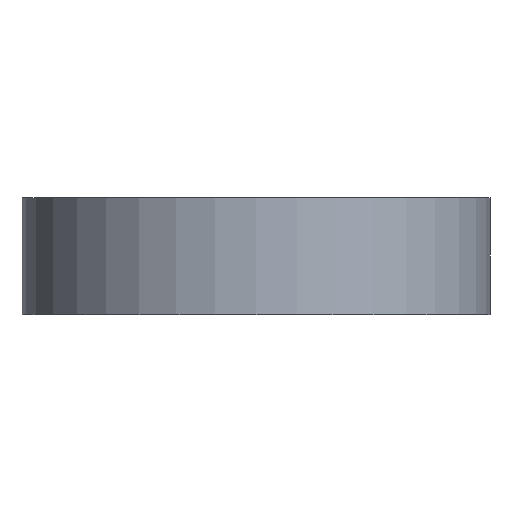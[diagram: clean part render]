
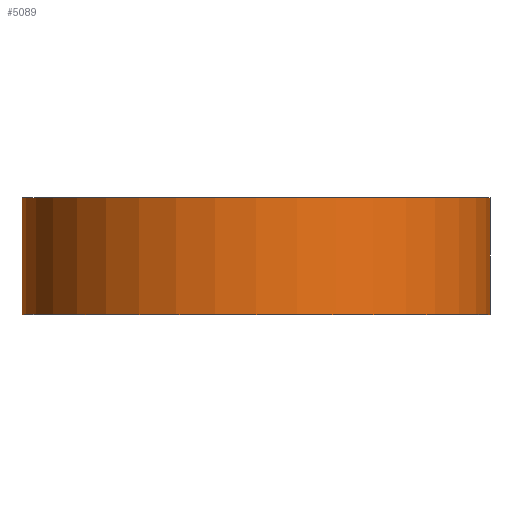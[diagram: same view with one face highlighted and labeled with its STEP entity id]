
A CAD part, front view. The second image highlights one B-rep face of the part: STEP entity #5089.
In plain terms, the highlighted cylindrical face has radius 4 mm (diameter 8 mm), a partial arc.
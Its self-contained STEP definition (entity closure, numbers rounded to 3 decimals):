
#330 = FACE_OUTER_BOUND ( 'NONE', #7428, .T. ) ;
#1283 = ORIENTED_EDGE ( 'NONE', *, *, #6682, .F. ) ;
#1707 = CARTESIAN_POINT ( 'NONE',  ( 4., 0., 2. ) ) ;
#1951 = CARTESIAN_POINT ( 'NONE',  ( -4., 0., 2. ) ) ;
#1999 = EDGE_CURVE ( 'NONE', #2408, #8214, #6720, .T. ) ;
#2408 = VERTEX_POINT ( 'NONE', #13477 ) ;
#2587 = ORIENTED_EDGE ( 'NONE', *, *, #12193, .F. ) ;
#2608 = LINE ( 'NONE', #3905, #13417 ) ;
#3905 = CARTESIAN_POINT ( 'NONE',  ( 4., 0., 2. ) ) ;
#5089 = ADVANCED_FACE ( 'NONE', ( #330 ), #5682, .T. ) ;
#5095 = DIRECTION ( 'NONE',  ( 0., 0., 1. ) ) ;
#5196 = DIRECTION ( 'NONE',  ( 1., 0., 0. ) ) ;
#5561 = VECTOR ( 'NONE', #7239, 1000. ) ;
#5648 = ORIENTED_EDGE ( 'NONE', *, *, #1999, .T. ) ;
#5682 = CYLINDRICAL_SURFACE ( 'NONE', #8081, 4. ) ;
#6682 = EDGE_CURVE ( 'NONE', #2408, #6987, #7916, .T. ) ;
#6720 = LINE ( 'NONE', #1951, #5561 ) ;
#6987 = VERTEX_POINT ( 'NONE', #1707 ) ;
#7239 = DIRECTION ( 'NONE',  ( 0., 0., -1. ) ) ;
#7428 = EDGE_LOOP ( 'NONE', ( #2587, #1283, #5648, #12884 ) ) ;
#7916 = CIRCLE ( 'NONE', #11577, 4. ) ;
#7931 = AXIS2_PLACEMENT_3D ( 'NONE', #9221, #5095, #5196 ) ;
#8081 = AXIS2_PLACEMENT_3D ( 'NONE', #11657, #10713, #11784 ) ;
#8214 = VERTEX_POINT ( 'NONE', #9036 ) ;
#9036 = CARTESIAN_POINT ( 'NONE',  ( -4., 0., 0. ) ) ;
#9221 = CARTESIAN_POINT ( 'NONE',  ( 0., 0., 0. ) ) ;
#10713 = DIRECTION ( 'NONE',  ( 0., 0., -1. ) ) ;
#10914 = CIRCLE ( 'NONE', #7931, 4. ) ;
#11096 = CARTESIAN_POINT ( 'NONE',  ( 0., 0., 2. ) ) ;
#11170 = CARTESIAN_POINT ( 'NONE',  ( 4., 0., 0. ) ) ;
#11191 = DIRECTION ( 'NONE',  ( 0., 0., 1. ) ) ;
#11471 = VERTEX_POINT ( 'NONE', #11170 ) ;
#11577 = AXIS2_PLACEMENT_3D ( 'NONE', #11096, #11191, #13174 ) ;
#11657 = CARTESIAN_POINT ( 'NONE',  ( 0., 0., 2. ) ) ;
#11784 = DIRECTION ( 'NONE',  ( -1., 0., 0. ) ) ;
#12193 = EDGE_CURVE ( 'NONE', #6987, #11471, #2608, .T. ) ;
#12413 = DIRECTION ( 'NONE',  ( 0., 0., -1. ) ) ;
#12884 = ORIENTED_EDGE ( 'NONE', *, *, #13715, .T. ) ;
#13174 = DIRECTION ( 'NONE',  ( 1., 0., 0. ) ) ;
#13417 = VECTOR ( 'NONE', #12413, 1000. ) ;
#13477 = CARTESIAN_POINT ( 'NONE',  ( -4., 0., 2. ) ) ;
#13715 = EDGE_CURVE ( 'NONE', #8214, #11471, #10914, .T. ) ;
